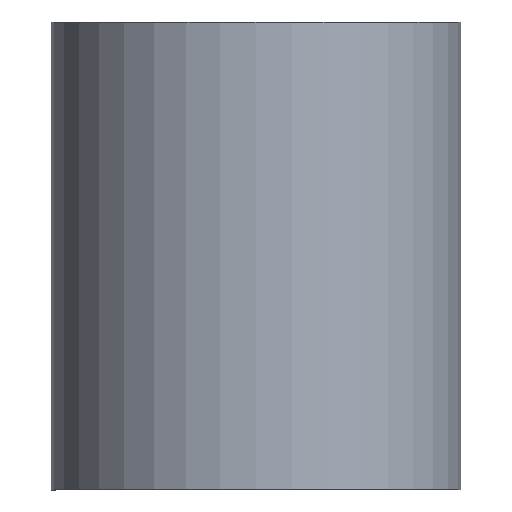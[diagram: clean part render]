
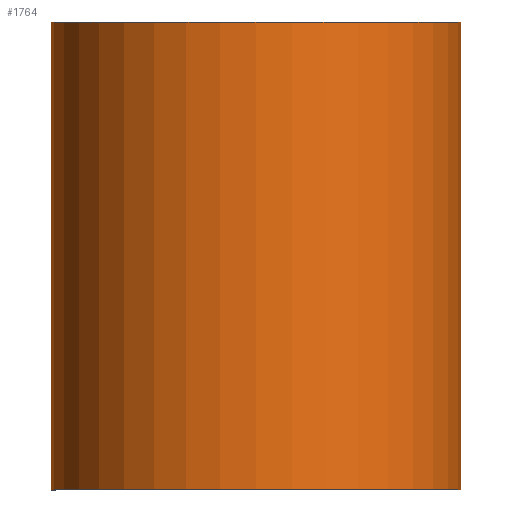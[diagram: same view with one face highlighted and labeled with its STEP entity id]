
A CAD part, top view. The second image highlights one B-rep face of the part: STEP entity #1764.
In plain terms, the highlighted cylindrical face has radius 13.149 mm (diameter 26.298 mm), a partial arc.
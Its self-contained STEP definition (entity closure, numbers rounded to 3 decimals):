
#25 = DIRECTION ( 'NONE',  ( 0., -1., 0. ) ) ;
#41 = DIRECTION ( 'NONE',  ( 0., -1., 0. ) ) ;
#166 = ORIENTED_EDGE ( 'NONE', *, *, #2026, .F. ) ;
#248 = LINE ( 'NONE', #1694, #2012 ) ;
#297 = VERTEX_POINT ( 'NONE', #2162 ) ;
#326 = DIRECTION ( 'NONE',  ( 1., 0., 0. ) ) ;
#374 = DIRECTION ( 'NONE',  ( 1., 0., 0. ) ) ;
#474 = CARTESIAN_POINT ( 'NONE',  ( 12.999, 0., 0. ) ) ;
#531 = CARTESIAN_POINT ( 'NONE',  ( -0.15, 30., 0. ) ) ;
#550 = CARTESIAN_POINT ( 'NONE',  ( -0.15, 0., 0. ) ) ;
#640 = EDGE_CURVE ( 'NONE', #975, #1693, #915, .T. ) ;
#678 = CARTESIAN_POINT ( 'NONE',  ( -13.299, 30., 0. ) ) ;
#767 = VERTEX_POINT ( 'NONE', #1556 ) ;
#780 = CIRCLE ( 'NONE', #1162, 13.149 ) ;
#914 = ORIENTED_EDGE ( 'NONE', *, *, #1639, .T. ) ;
#915 = CIRCLE ( 'NONE', #1139, 13.149 ) ;
#952 = CARTESIAN_POINT ( 'NONE',  ( -13.299, 0., 0. ) ) ;
#975 = VERTEX_POINT ( 'NONE', #474 ) ;
#1133 = FACE_OUTER_BOUND ( 'NONE', #2086, .T. ) ;
#1139 = AXIS2_PLACEMENT_3D ( 'NONE', #550, #25, #374 ) ;
#1162 = AXIS2_PLACEMENT_3D ( 'NONE', #531, #1983, #326 ) ;
#1206 = LINE ( 'NONE', #678, #2258 ) ;
#1415 = DIRECTION ( 'NONE',  ( 0., -1., 0. ) ) ;
#1486 = CYLINDRICAL_SURFACE ( 'NONE', #1596, 13.149 ) ;
#1508 = DIRECTION ( 'NONE',  ( 0., -1., 0. ) ) ;
#1556 = CARTESIAN_POINT ( 'NONE',  ( 12.999, 30., 0. ) ) ;
#1596 = AXIS2_PLACEMENT_3D ( 'NONE', #2233, #1508, #2260 ) ;
#1616 = ORIENTED_EDGE ( 'NONE', *, *, #640, .F. ) ;
#1639 = EDGE_CURVE ( 'NONE', #767, #297, #780, .T. ) ;
#1693 = VERTEX_POINT ( 'NONE', #952 ) ;
#1694 = CARTESIAN_POINT ( 'NONE',  ( 12.999, 30., 0. ) ) ;
#1764 = ADVANCED_FACE ( 'NONE', ( #1133 ), #1486, .T. ) ;
#1983 = DIRECTION ( 'NONE',  ( 0., -1., 0. ) ) ;
#2012 = VECTOR ( 'NONE', #41, 1000. ) ;
#2026 = EDGE_CURVE ( 'NONE', #767, #975, #248, .T. ) ;
#2086 = EDGE_LOOP ( 'NONE', ( #1616, #166, #914, #2142 ) ) ;
#2142 = ORIENTED_EDGE ( 'NONE', *, *, #2218, .T. ) ;
#2162 = CARTESIAN_POINT ( 'NONE',  ( -13.299, 30., 0. ) ) ;
#2218 = EDGE_CURVE ( 'NONE', #297, #1693, #1206, .T. ) ;
#2233 = CARTESIAN_POINT ( 'NONE',  ( -0.15, 30., 0. ) ) ;
#2258 = VECTOR ( 'NONE', #1415, 1000. ) ;
#2260 = DIRECTION ( 'NONE',  ( 0., 0., -1. ) ) ;
